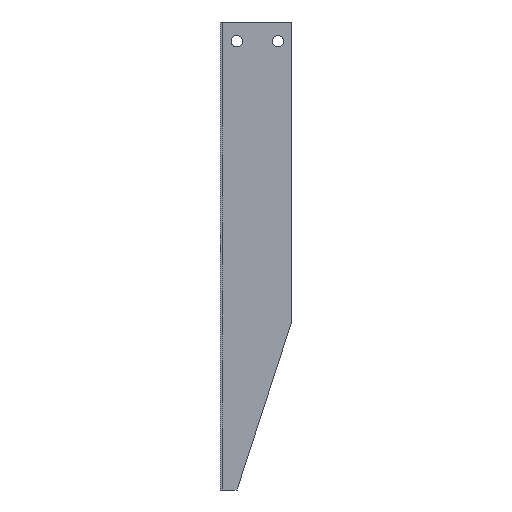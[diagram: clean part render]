
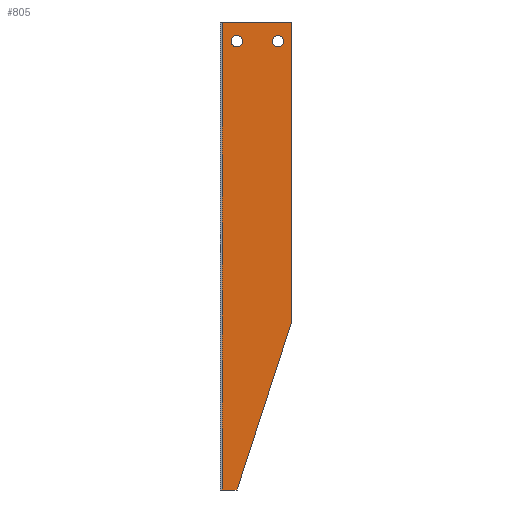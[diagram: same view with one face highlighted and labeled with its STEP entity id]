
A CAD part, front view. The second image highlights one B-rep face of the part: STEP entity #805.
In plain terms, the highlighted planar face has unit normal (0, -1, 0).
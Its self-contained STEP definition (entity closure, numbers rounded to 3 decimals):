
#34=FACE_BOUND('',#119,.T.);
#35=FACE_BOUND('',#120,.T.);
#56=CIRCLE('',#880,4.1);
#57=CIRCLE('',#881,4.1);
#73=FACE_OUTER_BOUND('',#118,.T.);
#118=EDGE_LOOP('',(#547,#548,#549,#550,#551,#552,#553));
#119=EDGE_LOOP('',(#554));
#120=EDGE_LOOP('',(#555));
#184=LINE('',#1217,#267);
#185=LINE('',#1219,#268);
#186=LINE('',#1221,#269);
#187=LINE('',#1223,#270);
#188=LINE('',#1225,#271);
#189=LINE('',#1227,#272);
#190=LINE('',#1228,#273);
#267=VECTOR('',#981,10.);
#268=VECTOR('',#982,10.);
#269=VECTOR('',#983,10.);
#270=VECTOR('',#984,10.);
#271=VECTOR('',#985,10.);
#272=VECTOR('',#986,10.);
#273=VECTOR('',#987,10.);
#362=VERTEX_POINT('',#1215);
#363=VERTEX_POINT('',#1216);
#364=VERTEX_POINT('',#1218);
#365=VERTEX_POINT('',#1220);
#366=VERTEX_POINT('',#1222);
#367=VERTEX_POINT('',#1224);
#368=VERTEX_POINT('',#1226);
#369=VERTEX_POINT('',#1229);
#370=VERTEX_POINT('',#1231);
#436=EDGE_CURVE('',#362,#363,#184,.T.);
#437=EDGE_CURVE('',#363,#364,#185,.T.);
#438=EDGE_CURVE('',#364,#365,#186,.T.);
#439=EDGE_CURVE('',#365,#366,#187,.T.);
#440=EDGE_CURVE('',#366,#367,#188,.T.);
#441=EDGE_CURVE('',#367,#368,#189,.T.);
#442=EDGE_CURVE('',#362,#368,#190,.T.);
#443=EDGE_CURVE('',#369,#369,#56,.T.);
#444=EDGE_CURVE('',#370,#370,#57,.T.);
#547=ORIENTED_EDGE('',*,*,#436,.T.);
#548=ORIENTED_EDGE('',*,*,#437,.T.);
#549=ORIENTED_EDGE('',*,*,#438,.T.);
#550=ORIENTED_EDGE('',*,*,#439,.T.);
#551=ORIENTED_EDGE('',*,*,#440,.T.);
#552=ORIENTED_EDGE('',*,*,#441,.T.);
#553=ORIENTED_EDGE('',*,*,#442,.F.);
#554=ORIENTED_EDGE('',*,*,#443,.T.);
#555=ORIENTED_EDGE('',*,*,#444,.T.);
#740=PLANE('',#879);
#805=ADVANCED_FACE('',(#73,#34,#35),#740,.F.);
#879=AXIS2_PLACEMENT_3D('',#1214,#979,#980);
#880=AXIS2_PLACEMENT_3D('',#1230,#988,#989);
#881=AXIS2_PLACEMENT_3D('',#1232,#990,#991);
#979=DIRECTION('center_axis',(0.,1.,0.));
#980=DIRECTION('ref_axis',(0.,0.,1.));
#981=DIRECTION('',(1.,0.,0.));
#982=DIRECTION('',(0.309,0.,0.951));
#983=DIRECTION('',(0.,0.,1.));
#984=DIRECTION('',(-1.,0.,0.));
#985=DIRECTION('',(-1.,0.,0.));
#986=DIRECTION('',(0.,0.,-1.));
#987=DIRECTION('',(-1.,0.,0.));
#988=DIRECTION('center_axis',(0.,1.,0.));
#989=DIRECTION('ref_axis',(-1.,0.,0.));
#990=DIRECTION('center_axis',(0.,1.,0.));
#991=DIRECTION('ref_axis',(-1.,0.,0.));
#1214=CARTESIAN_POINT('Origin',(-26.,0.,-170.));
#1215=CARTESIAN_POINT('',(-49.,0.,-340.));
#1216=CARTESIAN_POINT('',(-39.735,0.,-340.));
#1217=CARTESIAN_POINT('',(-52.,0.,-340.));
#1218=CARTESIAN_POINT('',(0.,0.,-217.71));
#1219=CARTESIAN_POINT('',(5.769,0.,-199.953));
#1220=CARTESIAN_POINT('',(0.,0.,0.));
#1221=CARTESIAN_POINT('',(0.,0.,-340.));
#1222=CARTESIAN_POINT('',(-49.,0.,0.));
#1223=CARTESIAN_POINT('',(0.,0.,0.));
#1224=CARTESIAN_POINT('',(-50.5,0.,0.));
#1225=CARTESIAN_POINT('',(-39.,0.,0.));
#1226=CARTESIAN_POINT('',(-50.5,0.,-340.));
#1227=CARTESIAN_POINT('',(-50.5,0.,-170.));
#1228=CARTESIAN_POINT('',(-39.,0.,-340.));
#1229=CARTESIAN_POINT('',(-35.9,0.,-14.));
#1230=CARTESIAN_POINT('Origin',(-40.,0.,-14.));
#1231=CARTESIAN_POINT('',(-5.9,0.,-14.));
#1232=CARTESIAN_POINT('Origin',(-10.,0.,-14.));
